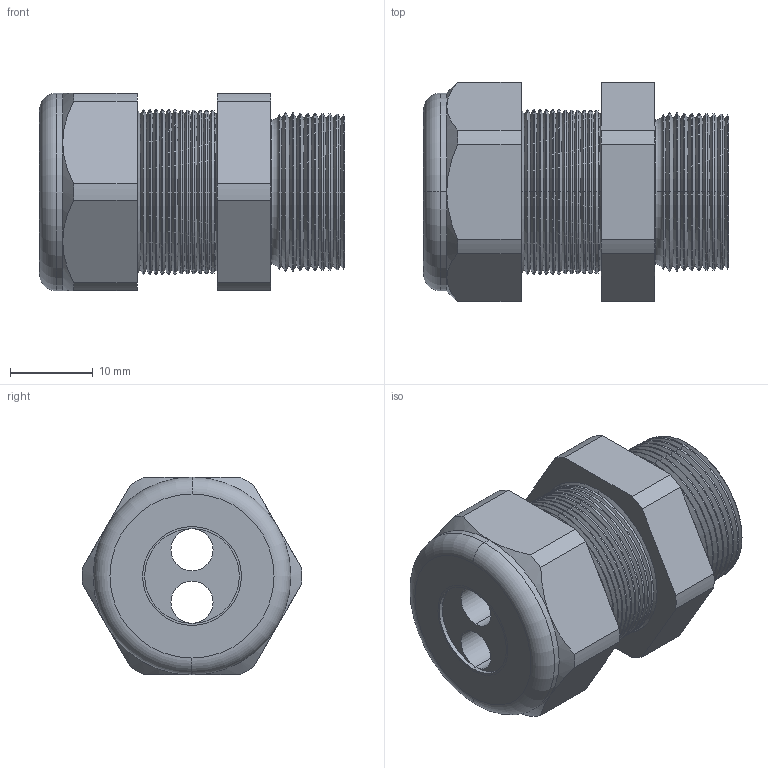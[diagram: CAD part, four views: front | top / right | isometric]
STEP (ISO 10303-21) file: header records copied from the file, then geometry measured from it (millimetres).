
FILE_DESCRIPTION (( 'STEP AP203' ), '1' );
FILE_NAME ('CD22M6-GY.STEP', '2008-11-25T06:22:10', ( 'bay06' ), ( '' ), 'SwSTEP 2.0', 'SolidWorks 2007', '' );
FILE_SCHEMA (( 'CONFIG_CONTROL_DESIGN' ));
Length unit declared in the file: inch
Products named in the file (1): CD22M6-GY
Bounding box: 36.83 x 26.49 x 23.88 mm (x, y, z)
Volume: 9508 mm3; surface area: 6570.7 mm2
Topology: 2 solids, 2 shells, 190 faces, 402 edges, 220 vertices
Faces by surface type: cone 140, cylinder 24, plane 20, torus 6
Entity records: 5149 total; most frequent: DIRECTION 974, CARTESIAN_POINT 901, ORIENTED_EDGE 804, EDGE_CURVE 402, AXIS2_PLACEMENT_3D 393, VERTEX_POINT 220, CIRCLE 202, EDGE_LOOP 200
